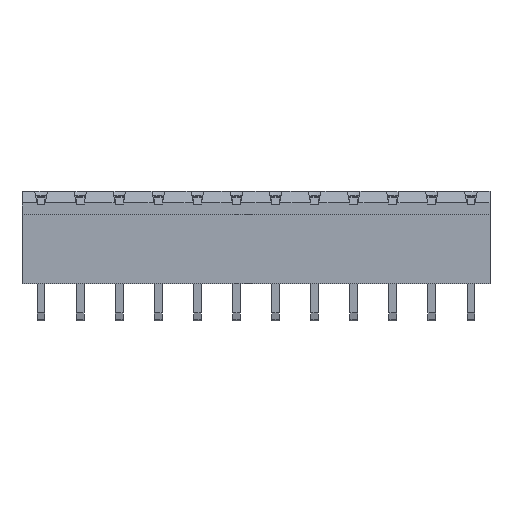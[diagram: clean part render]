
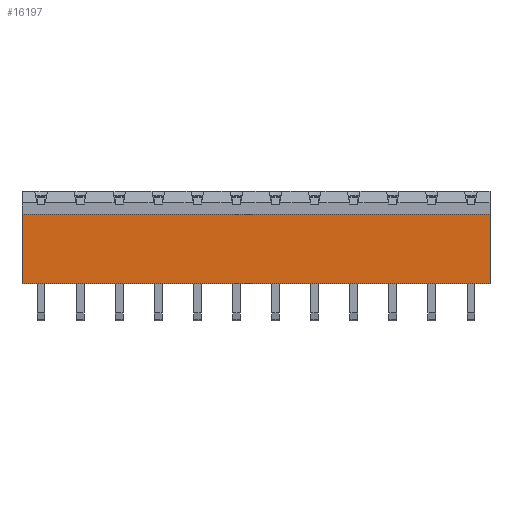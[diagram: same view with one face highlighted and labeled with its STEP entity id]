
A CAD part, top view. The second image highlights one B-rep face of the part: STEP entity #16197.
In plain terms, the highlighted planar face has unit normal (0, 0, 1).
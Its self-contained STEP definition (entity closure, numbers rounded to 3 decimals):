
#277 = EDGE_CURVE ( 'NONE', #9583, #9464, #3354, .T. ) ;
#1008 = DIRECTION ( 'NONE',  ( 0., 0., -1. ) ) ;
#1682 = EDGE_CURVE ( 'NONE', #14663, #9583, #17784, .T. ) ;
#2105 = CARTESIAN_POINT ( 'NONE',  ( 60.85, 9.01, 0. ) ) ;
#3345 = EDGE_CURVE ( 'NONE', #14663, #16078, #3438, .T. ) ;
#3354 = LINE ( 'NONE', #14702, #6850 ) ;
#3438 = LINE ( 'NONE', #4627, #3899 ) ;
#3663 = DIRECTION ( 'NONE',  ( 0., -1., 0. ) ) ;
#3899 = VECTOR ( 'NONE', #13657, 1000. ) ;
#4533 = EDGE_LOOP ( 'NONE', ( #7185, #19083, #7523, #18607 ) ) ;
#4627 = CARTESIAN_POINT ( 'NONE',  ( 60.85, 9.01, 0. ) ) ;
#5234 = CARTESIAN_POINT ( 'NONE',  ( 0., 9.01, 0. ) ) ;
#5428 = CARTESIAN_POINT ( 'NONE',  ( 60.85, 9.01, 0. ) ) ;
#6850 = VECTOR ( 'NONE', #14657, 1000. ) ;
#7185 = ORIENTED_EDGE ( 'NONE', *, *, #18964, .T. ) ;
#7523 = ORIENTED_EDGE ( 'NONE', *, *, #1682, .F. ) ;
#9464 = VERTEX_POINT ( 'NONE', #18060 ) ;
#9583 = VERTEX_POINT ( 'NONE', #15208 ) ;
#10352 = DIRECTION ( 'NONE',  ( 0., -1., 0. ) ) ;
#11122 = CARTESIAN_POINT ( 'NONE',  ( 60.85, 9.01, 0. ) ) ;
#11533 = DIRECTION ( 'NONE',  ( 0., 1., 0. ) ) ;
#11777 = AXIS2_PLACEMENT_3D ( 'NONE', #5428, #1008, #11533 ) ;
#13657 = DIRECTION ( 'NONE',  ( -1., 0., 0. ) ) ;
#14094 = LINE ( 'NONE', #17821, #18900 ) ;
#14657 = DIRECTION ( 'NONE',  ( -1., 0., 0. ) ) ;
#14663 = VERTEX_POINT ( 'NONE', #2105 ) ;
#14687 = FACE_OUTER_BOUND ( 'NONE', #4533, .T. ) ;
#14702 = CARTESIAN_POINT ( 'NONE',  ( 60.85, 0., 0. ) ) ;
#15208 = CARTESIAN_POINT ( 'NONE',  ( 60.85, 0., 0. ) ) ;
#16078 = VERTEX_POINT ( 'NONE', #5234 ) ;
#16197 = ADVANCED_FACE ( 'NONE', ( #14687 ), #18921, .F. ) ;
#17370 = VECTOR ( 'NONE', #3663, 1000. ) ;
#17784 = LINE ( 'NONE', #11122, #17370 ) ;
#17821 = CARTESIAN_POINT ( 'NONE',  ( 0., 9.01, 0. ) ) ;
#18060 = CARTESIAN_POINT ( 'NONE',  ( 0., 0., 0. ) ) ;
#18607 = ORIENTED_EDGE ( 'NONE', *, *, #3345, .T. ) ;
#18900 = VECTOR ( 'NONE', #10352, 1000. ) ;
#18921 = PLANE ( 'NONE',  #11777 ) ;
#18964 = EDGE_CURVE ( 'NONE', #16078, #9464, #14094, .T. ) ;
#19083 = ORIENTED_EDGE ( 'NONE', *, *, #277, .F. ) ;
